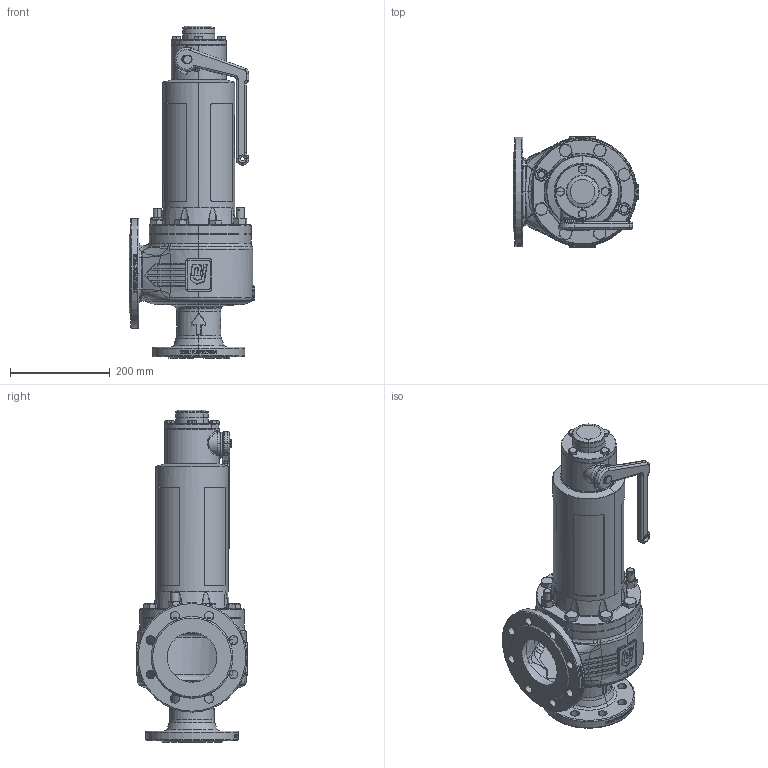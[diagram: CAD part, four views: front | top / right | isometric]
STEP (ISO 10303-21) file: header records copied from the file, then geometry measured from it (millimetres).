
FILE_DESCRIPTION(('HOOPS Exchange Step'),'2;1');
FILE_NAME('SF0410_DN65_DN65-100.stp','2025-06-26T08:43:47+02:00',('nieru'),('Unknown organisation'),'HOOPS Exchange 2024.2','HOOPS Exchange','Unknown authorisation');
FILE_SCHEMA( ('AP203_CONFIGURATION_CONTROLLED_3D_DESIGN_OF_MECHANICAL_PARTS_AND_ASSEMBLIES_MIM_LF') );
Length unit declared in the file: millimetre
Products named in the file (2): 0; root
Assembly tree (1 placements, depth 2):
  root
    0
Bounding box: 253 x 221.05 x 666.75 mm (x, y, z)
Volume: 4168185.5 mm3; surface area: 1016068.4 mm2
Topology: 24 solids, 265 shells, 2458 faces, 6616 edges, 4464 vertices
Faces by surface type: bspline 813, plane 586, cylinder 498, cone 280, torus 159, extrusion 100, sphere 22
Full cylindrical faces by diameter (mm): 63 x1, 65 x1
Entity records: 191055 total; most frequent: CARTESIAN_POINT 138358, ORIENTED_EDGE 11899, DIRECTION 7888, EDGE_CURVE 6503, VERTEX_POINT 4464, B_SPLINE_CURVE_WITH_KNOTS 3275, AXIS2_PLACEMENT_3D 3122, EDGE_LOOP 2699
